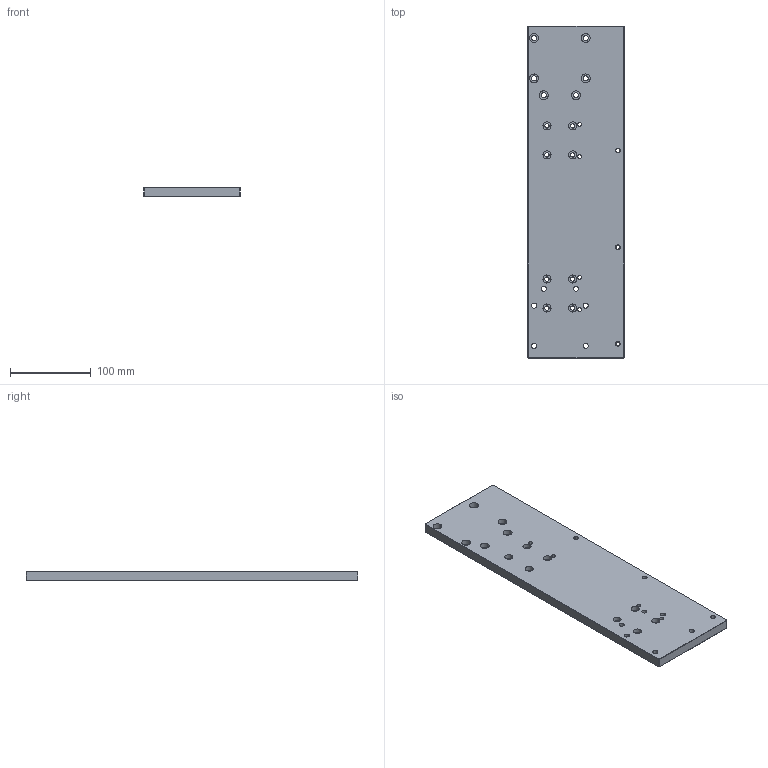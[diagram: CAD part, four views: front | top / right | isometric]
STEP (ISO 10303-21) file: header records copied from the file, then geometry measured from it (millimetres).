
FILE_DESCRIPTION((''),'2;1');
FILE_NAME('50-002019-00111','2020-01-08T15:54:35',('t.kolegar'),('Mechatronic Design & Solutions s.r.o.'),'CREO PARAMETRIC BY PTC INC, 2018020','CREO PARAMETRIC BY PTC INC, 2018020','');
FILE_SCHEMA(('CONFIG_CONTROL_DESIGN'));
Length unit declared in the file: millimetre
Products named in the file (1): 50-002019-00111
Bounding box: 120 x 412 x 12 mm (x, y, z)
Volume: 576886.1 mm3; surface area: 117937.7 mm2
Topology: 1 solids, 4 shells, 146 faces, 386 edges, 292 vertices
Faces by surface type: cylinder 100, plane 46
Entity records: 4671 total; most frequent: DIRECTION 880, CARTESIAN_POINT 765, ORIENTED_EDGE 700, EDGE_CURVE 356, AXIS2_PLACEMENT_3D 347, VERTEX_POINT 232, EDGE_LOOP 220, CIRCLE 200
